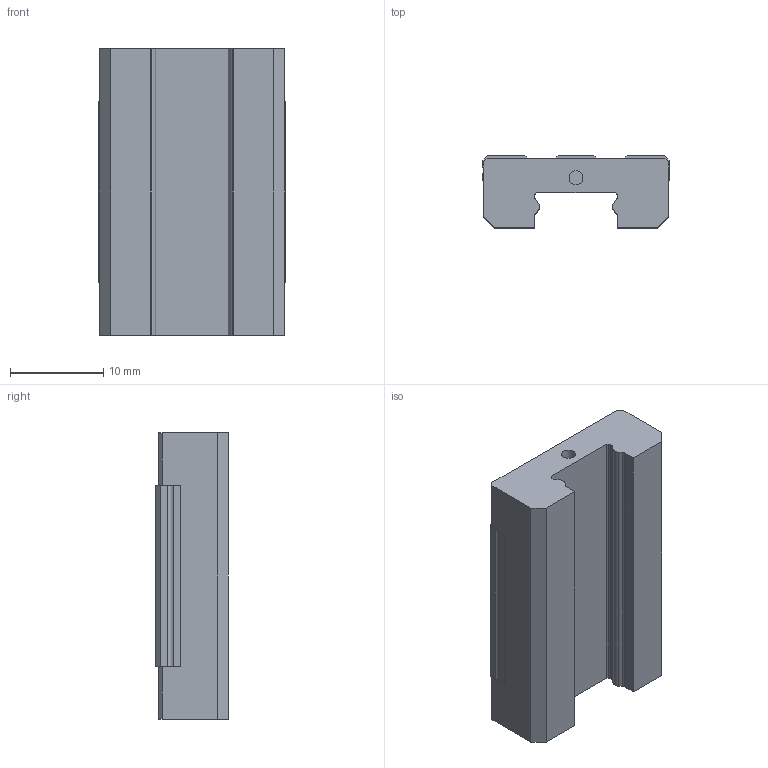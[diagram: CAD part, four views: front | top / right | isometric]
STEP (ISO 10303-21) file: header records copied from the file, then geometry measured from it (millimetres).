
FILE_DESCRIPTION(/* description */ ('Vozík'),/* implementation_level */ '2;1');
FILE_NAME(/* name */ 'LGMX 09 BN BB N Z1-N.stp',/* time_stamp */ '2022-08-17T08:35:51+02:00',/* author */ ('konstrukce'),/* organization */ ('NTNAUTOMATION'),/* preprocessor_version */ 'ST-DEVELOPER v18.1',/* originating_system */ 'Autodesk Inventor 2022',/* authorisation */ '');
FILE_SCHEMA (('AUTOMOTIVE_DESIGN { 1 0 10303 214 3 1 1 }'));
Length unit declared in the file: millimetre
Products named in the file (1): LGMX 09 BN BB N Z1-N
Bounding box: 20 x 7.8 x 30.8 mm (x, y, z)
Volume: 3499.9 mm3; surface area: 2328 mm2
Topology: 1 solids, 1 shells, 109 faces, 276 edges, 180 vertices
Faces by surface type: plane 66, cylinder 35, cone 8
Full cylindrical faces by diameter (mm): 1.5 x2, 2.5 x4, 3 x4
Entity records: 3348 total; most frequent: DIRECTION 570, CARTESIAN_POINT 562, ORIENTED_EDGE 544, EDGE_CURVE 272, LINE 194, VECTOR 194, AXIS2_PLACEMENT_3D 188, VERTEX_POINT 180
